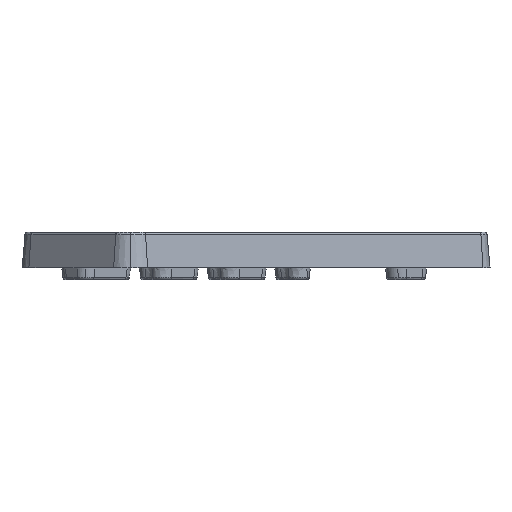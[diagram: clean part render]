
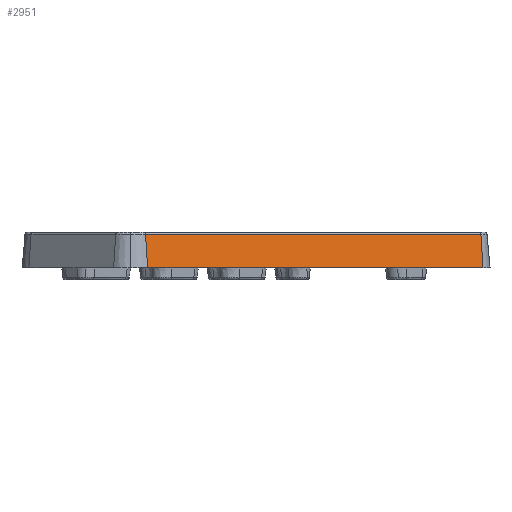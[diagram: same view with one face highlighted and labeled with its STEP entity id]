
A CAD part, left-side view. The second image highlights one B-rep face of the part: STEP entity #2951.
In plain terms, the highlighted planar face has unit normal (-0.704, -0.704, 0.087).
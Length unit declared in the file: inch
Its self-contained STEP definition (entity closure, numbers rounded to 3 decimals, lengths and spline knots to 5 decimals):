
#508 = EDGE_LOOP ( 'NONE', ( #4587, #1092, #5288, #6339 ) ) ;
#1079 = VECTOR ( 'NONE', #5970, 39.37008 ) ;
#1092 = ORIENTED_EDGE ( 'NONE', *, *, #4410, .T. ) ;
#1147 = CARTESIAN_POINT ( 'NONE',  ( -1.23883, 0.84908, 0. ) ) ;
#2137 = PLANE ( 'NONE',  #2401 ) ;
#2309 = FACE_OUTER_BOUND ( 'NONE', #508, .T. ) ;
#2401 = AXIS2_PLACEMENT_3D ( 'NONE', #5865, #5895, #2758 ) ;
#2428 = DIRECTION ( 'NONE',  ( 0.707, -0.707, 0. ) ) ;
#2489 = CARTESIAN_POINT ( 'NONE',  ( -0.13046, -0.24578, 0.10913 ) ) ;
#2758 = DIRECTION ( 'NONE',  ( 0.707, -0.707, 0. ) ) ;
#2951 = ADVANCED_FACE ( 'NONE', ( #2309 ), #2137, .T. ) ;
#3028 = CARTESIAN_POINT ( 'NONE',  ( -0.78193, 0.40568, 0.10913 ) ) ;
#3196 = DIRECTION ( 'NONE',  ( 0.062, 0.062, 0.996 ) ) ;
#3500 = CARTESIAN_POINT ( 'NONE',  ( -1.23883, 0.84908, 0. ) ) ;
#3715 = LINE ( 'NONE', #3500, #5177 ) ;
#3854 = CARTESIAN_POINT ( 'NONE',  ( -0.13722, -0.25253, 0. ) ) ;
#4015 = VERTEX_POINT ( 'NONE', #2489 ) ;
#4164 = LINE ( 'NONE', #5225, #1079 ) ;
#4410 = EDGE_CURVE ( 'NONE', #4497, #4015, #6958, .T. ) ;
#4497 = VERTEX_POINT ( 'NONE', #3854 ) ;
#4547 = VECTOR ( 'NONE', #2428, 39.37008 ) ;
#4587 = ORIENTED_EDGE ( 'NONE', *, *, #4655, .T. ) ;
#4655 = EDGE_CURVE ( 'NONE', #7399, #4497, #4164, .T. ) ;
#5096 = VERTEX_POINT ( 'NONE', #6669 ) ;
#5130 = LINE ( 'NONE', #3028, #4547 ) ;
#5177 = VECTOR ( 'NONE', #7805, 39.37008 ) ;
#5225 = CARTESIAN_POINT ( 'NONE',  ( -1.23883, 0.84908, 0. ) ) ;
#5288 = ORIENTED_EDGE ( 'NONE', *, *, #5499, .F. ) ;
#5499 = EDGE_CURVE ( 'NONE', #5096, #4015, #5130, .T. ) ;
#5865 = CARTESIAN_POINT ( 'NONE',  ( -1.29451, 0.90476, 0. ) ) ;
#5895 = DIRECTION ( 'NONE',  ( -0.704, -0.704, 0.087 ) ) ;
#5970 = DIRECTION ( 'NONE',  ( 0.707, -0.707, 0. ) ) ;
#5997 = VECTOR ( 'NONE', #3196, 39.37008 ) ;
#6213 = EDGE_CURVE ( 'NONE', #5096, #7399, #3715, .T. ) ;
#6339 = ORIENTED_EDGE ( 'NONE', *, *, #6213, .T. ) ;
#6669 = CARTESIAN_POINT ( 'NONE',  ( -1.23208, 0.85584, 0.10913 ) ) ;
#6889 = CARTESIAN_POINT ( 'NONE',  ( -0.13722, -0.25253, 0. ) ) ;
#6958 = LINE ( 'NONE', #6889, #5997 ) ;
#7399 = VERTEX_POINT ( 'NONE', #1147 ) ;
#7805 = DIRECTION ( 'NONE',  ( -0.062, -0.062, -0.996 ) ) ;
